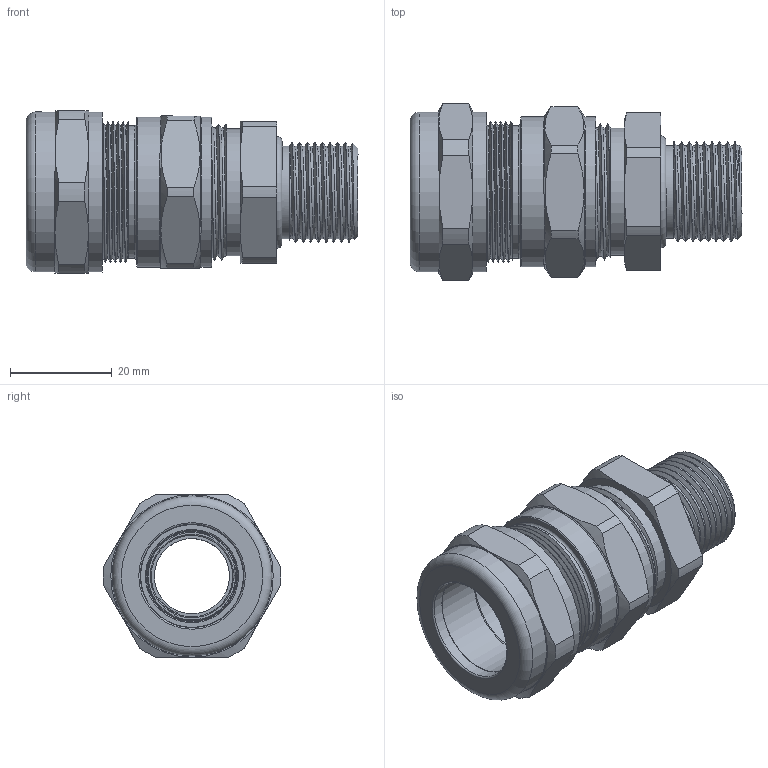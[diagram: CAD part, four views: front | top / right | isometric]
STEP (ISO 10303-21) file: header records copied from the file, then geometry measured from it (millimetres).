
FILE_DESCRIPTION(/* description */ ('RST-Gamma-X-Universal M20'),/* implementation_level */ '2;1');
FILE_NAME(/* name */ 'KBAU1LM20-RST.stp',/* time_stamp */ '2022-12-07T11:04:23+01:00',/* author */ ('sl'),/* organization */ (''),/* preprocessor_version */ 'ST-DEVELOPER v16.5',/* originating_system */ 'Autodesk Inventor 2017',/* authorisation */ '');
FILE_SCHEMA (('AUTOMOTIVE_DESIGN { 1 0 10303 214 3 1 1 }'));
Length unit declared in the file: millimetre
Products named in the file (12): KBAU1LM20; KBAU1LM20_1; KBAU1LM20_2; KBAU1SM20; KBAU1LM20_3; KBAU1LM20_4; KBAU1LM20_5; KBAU1LM20_6; KBAU1LM20_7; KBAU1LM20_8; KBAU1LM20_9; KBAU1LM20_10
Assembly tree (11 placements, depth 2):
  KBAU1LM20
    KBAU1LM20_1
    KBAU1LM20_2
    KBAU1SM20
    KBAU1LM20_3
    KBAU1LM20_4
    KBAU1LM20_5
    KBAU1LM20_6
    KBAU1LM20_7
    KBAU1LM20_8
    KBAU1LM20_9
    KBAU1LM20_10
Bounding box: 65.4 x 35.04 x 32.01 mm (x, y, z)
Volume: 22028.5 mm3; surface area: 25377.2 mm2
Topology: 11 solids, 11 shells, 260 faces, 584 edges, 364 vertices
Faces by surface type: cylinder 73, plane 64, cone 50, torus 43, bspline 30
Full cylindrical faces by diameter (mm): 14.8 x1, 14.95 x2, 17.6 x1, 17.95 x1, 18.23 x1, 19 x1, 20.09 x1, 20.26 x1, 20.38 x1, 20.39 x1, 21.7 x1, 22.09 x1, 22.26 x2, 22.37 x2, 22.39 x2, 22.4 x2, 22.42 x2, 23.42 x1, 24.4 x1, 25 x1, 25.59 x5, 26.16 x1, 29.044 x1, 29.14 x2, 29.54 x1, 29.55 x1, 31.5 x2
Entity records: 14743 total; most frequent: CARTESIAN_POINT 9502, DIRECTION 1037, ORIENTED_EDGE 926, AXIS2_PLACEMENT_3D 472, EDGE_CURVE 463, EDGE_LOOP 365, VERTEX_POINT 332, FACE_OUTER_BOUND 249
